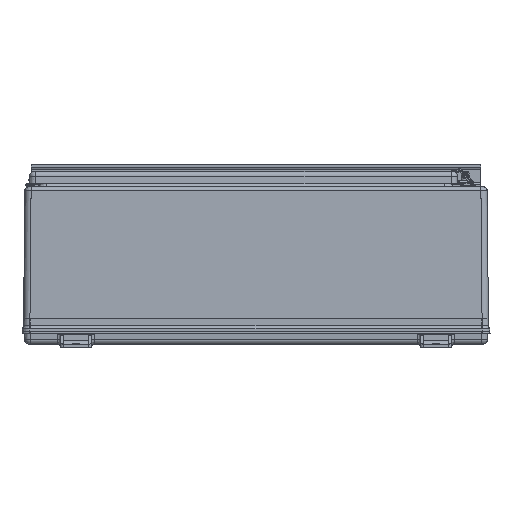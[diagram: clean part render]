
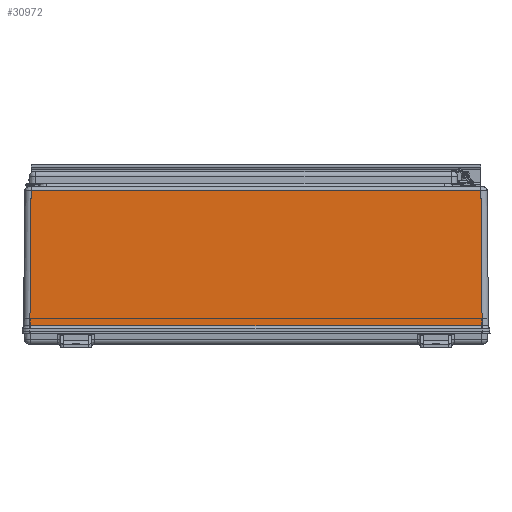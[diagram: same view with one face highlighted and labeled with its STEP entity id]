
A CAD part, front view. The second image highlights one B-rep face of the part: STEP entity #30972.
In plain terms, the highlighted planar face has unit normal (0, -1, 0.009).
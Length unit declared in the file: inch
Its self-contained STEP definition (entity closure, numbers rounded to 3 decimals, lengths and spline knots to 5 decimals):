
#850 = DIRECTION ( 'NONE',  ( 0., -0.009, -1. ) ) ;
#1511 = VERTEX_POINT ( 'NONE', #47002 ) ;
#2206 = CARTESIAN_POINT ( 'NONE',  ( 17.90625, -24.4688, -0.00539 ) ) ;
#3884 = DIRECTION ( 'NONE',  ( -0.009, -0.009, -1. ) ) ;
#4407 = EDGE_CURVE ( 'NONE', #1511, #70034, #89309, .T. ) ;
#5686 = ORIENTED_EDGE ( 'NONE', *, *, #29574, .F. ) ;
#8845 = ORIENTED_EDGE ( 'NONE', *, *, #4407, .T. ) ;
#12684 = CARTESIAN_POINT ( 'NONE',  ( 17.90626, -24.46875, 0. ) ) ;
#13971 = ORIENTED_EDGE ( 'NONE', *, *, #29116, .F. ) ;
#16116 = PLANE ( 'NONE',  #54826 ) ;
#17037 = CARTESIAN_POINT ( 'NONE',  ( -17.90626, -24.46875, 0. ) ) ;
#17396 = DIRECTION ( 'NONE',  ( 0.009, -0.009, -1. ) ) ;
#19534 = ORIENTED_EDGE ( 'NONE', *, *, #79551, .T. ) ;
#19597 = EDGE_CURVE ( 'NONE', #44102, #1511, #33895, .T. ) ;
#20713 = ORIENTED_EDGE ( 'NONE', *, *, #19597, .T. ) ;
#28394 = VERTEX_POINT ( 'NONE', #55957 ) ;
#29116 = EDGE_CURVE ( 'NONE', #28394, #70034, #80611, .T. ) ;
#29574 = EDGE_CURVE ( 'NONE', #44102, #72385, #86154, .T. ) ;
#30549 = CARTESIAN_POINT ( 'NONE',  ( -17.81296, -24.37544, 10.69171 ) ) ;
#30972 = ADVANCED_FACE ( 'NONE', ( #65643 ), #16116, .T. ) ;
#33895 = LINE ( 'NONE', #58434, #44322 ) ;
#44031 = LINE ( 'NONE', #2206, #74247 ) ;
#44102 = VERTEX_POINT ( 'NONE', #82287 ) ;
#44322 = VECTOR ( 'NONE', #96490, 39.37008 ) ;
#45362 = DIRECTION ( 'NONE',  ( 0., -1., 0.009 ) ) ;
#47002 = CARTESIAN_POINT ( 'NONE',  ( -17.81296, -24.37544, 10.69171 ) ) ;
#49751 = VECTOR ( 'NONE', #3884, 39.37008 ) ;
#54826 = AXIS2_PLACEMENT_3D ( 'NONE', #74944, #45362, #850 ) ;
#55202 = VECTOR ( 'NONE', #86378, 39.37008 ) ;
#55957 = CARTESIAN_POINT ( 'NONE',  ( -17.90625, -24.46884, -0.01078 ) ) ;
#57702 = EDGE_LOOP ( 'NONE', ( #8845, #13971, #19534, #93800, #5686, #20713 ) ) ;
#58434 = CARTESIAN_POINT ( 'NONE',  ( -18.40625, -24.37544, 10.69171 ) ) ;
#60824 = VECTOR ( 'NONE', #88333, 39.37008 ) ;
#61703 = DIRECTION ( 'NONE',  ( 0., -0.009, -1. ) ) ;
#65643 = FACE_OUTER_BOUND ( 'NONE', #57702, .T. ) ;
#68354 = CARTESIAN_POINT ( 'NONE',  ( -18.40625, -24.46884, -0.01078 ) ) ;
#70034 = VERTEX_POINT ( 'NONE', #17037 ) ;
#72385 = VERTEX_POINT ( 'NONE', #12684 ) ;
#73310 = VECTOR ( 'NONE', #17396, 39.37008 ) ;
#73661 = CARTESIAN_POINT ( 'NONE',  ( -17.90625, -24.4688, -0.00539 ) ) ;
#74247 = VECTOR ( 'NONE', #61703, 39.37008 ) ;
#74944 = CARTESIAN_POINT ( 'NONE',  ( -18.40625, -24.46875, 0. ) ) ;
#74952 = LINE ( 'NONE', #68354, #55202 ) ;
#78573 = EDGE_CURVE ( 'NONE', #72385, #90088, #44031, .T. ) ;
#79551 = EDGE_CURVE ( 'NONE', #28394, #90088, #74952, .T. ) ;
#80611 = LINE ( 'NONE', #73661, #60824 ) ;
#82287 = CARTESIAN_POINT ( 'NONE',  ( 17.81296, -24.37544, 10.69171 ) ) ;
#83720 = CARTESIAN_POINT ( 'NONE',  ( 17.90491, -24.46739, 0.15624 ) ) ;
#86154 = LINE ( 'NONE', #83720, #73310 ) ;
#86378 = DIRECTION ( 'NONE',  ( 1., 0., 0. ) ) ;
#88333 = DIRECTION ( 'NONE',  ( 0., 0.009, 1. ) ) ;
#89309 = LINE ( 'NONE', #30549, #49751 ) ;
#90088 = VERTEX_POINT ( 'NONE', #95405 ) ;
#93800 = ORIENTED_EDGE ( 'NONE', *, *, #78573, .F. ) ;
#95405 = CARTESIAN_POINT ( 'NONE',  ( 17.90625, -24.46884, -0.01078 ) ) ;
#96490 = DIRECTION ( 'NONE',  ( -1., 0., 0. ) ) ;
